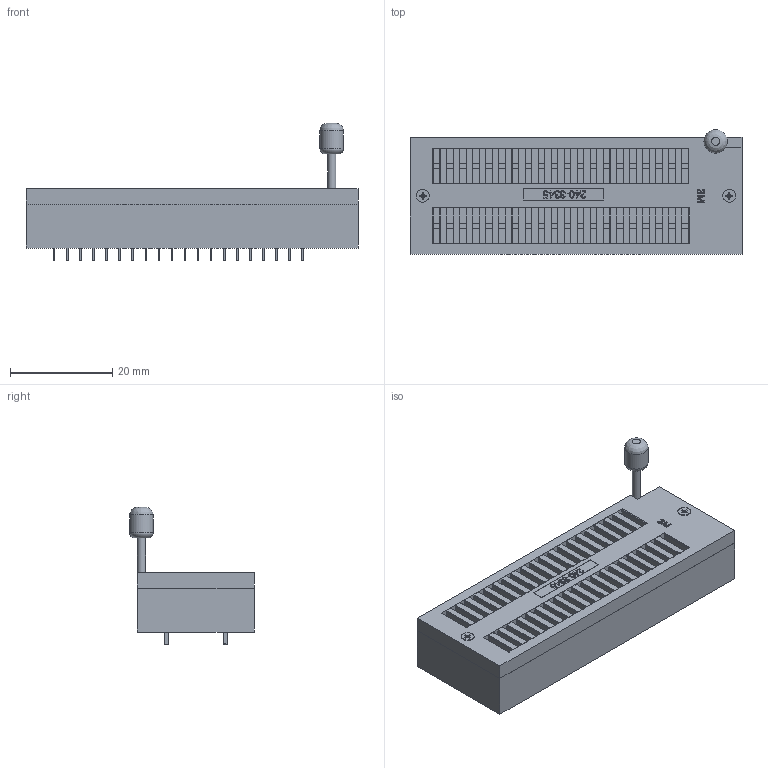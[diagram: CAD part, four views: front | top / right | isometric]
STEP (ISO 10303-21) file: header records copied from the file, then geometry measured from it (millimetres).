
FILE_DESCRIPTION(/* description */ (''),/* implementation_level */ '2;1');
FILE_NAME(/* name */ 'zocalo de 40 pines v41.step',/* time_stamp */ '2019-09-23T23:59:36-05:00',/* author */ (''),/* organization */ (''),/* preprocessor_version */ 'ST-DEVELOPER v18',/* originating_system */ 'Autodesk Translation Framework v8.6.0.1094',/* authorisation */ '');
FILE_SCHEMA (('AUTOMOTIVE_DESIGN { 1 0 10303 214 3 1 1 }'));
Length unit declared in the file: millimetre
Products named in the file (2): zocalo de 40 pines; pija de diametro 0.785
Assembly tree (2 placements, depth 2):
  zocalo de 40 pines
    pija de diametro 0.785  x2
Bounding box: 65 x 24.4 x 26.95 mm (x, y, z)
Volume: 12782.3 mm3; surface area: 11168.7 mm2
Topology: 4 solids, 4 shells, 1142 faces, 3198 edges, 2088 vertices
Faces by surface type: plane 782, cylinder 181, bspline 161, cone 14, torus 4
Full cylindrical faces by diameter (mm): 0.54 x12, 0.785 x14, 0.786 x3, 1.5 x1, 1.6 x2, 4.6 x1
Entity records: 38708 total; most frequent: CARTESIAN_POINT 10746, ORIENTED_EDGE 6172, DIRECTION 4815, EDGE_CURVE 3086, LINE 2509, VECTOR 2509, VERTEX_POINT 2015, EDGE_LOOP 1211
